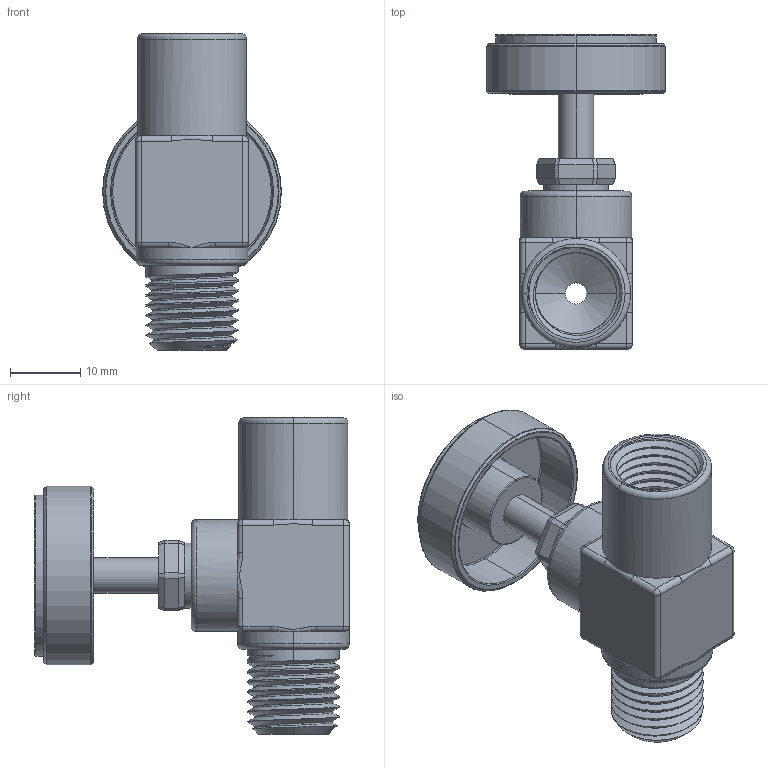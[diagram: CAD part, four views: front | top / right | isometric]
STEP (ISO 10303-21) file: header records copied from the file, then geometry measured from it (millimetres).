
FILE_DESCRIPTION (( 'STEP AP214' ), '1' );
FILE_NAME ('Hot Max 24209 Brass Replacement Needle Valve.STEP', '2020-03-31T02:02:08', ( '' ), ( '' ), 'SwSTEP 2.0', 'SolidWorks 2017', '' );
FILE_SCHEMA (( 'AUTOMOTIVE_DESIGN' ));
Length unit declared in the file: millimetre
Products named in the file (1): Hot Max 24209 Brass Replacement Needle Valve
Bounding box: 25.4 x 44.68 x 44.96 mm (x, y, z)
Volume: 10537.6 mm3; surface area: 6992.7 mm2
Topology: 1 solids, 1 shells, 208 faces, 499 edges, 290 vertices
Faces by surface type: cylinder 81, plane 46, bspline 31, cone 26, torus 24
Entity records: 20604 total; most frequent: CARTESIAN_POINT 16124, ORIENTED_EDGE 974, DIRECTION 866, EDGE_CURVE 487, AXIS2_PLACEMENT_3D 359, VERTEX_POINT 290, EDGE_LOOP 219, ADVANCED_FACE 208
